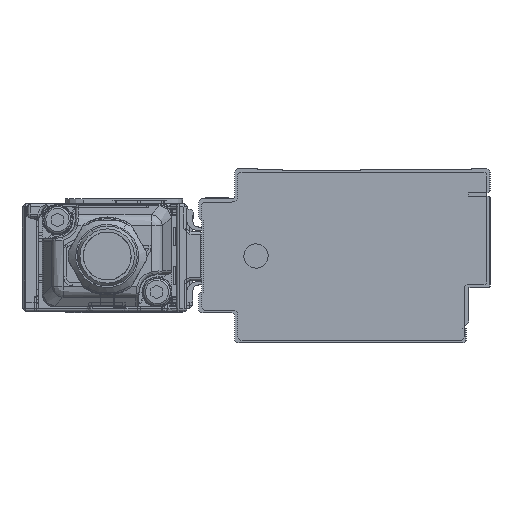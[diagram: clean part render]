
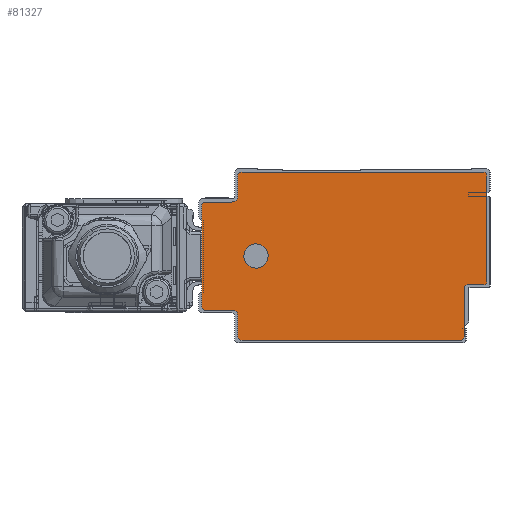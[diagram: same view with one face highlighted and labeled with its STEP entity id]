
A CAD part, left-side view. The second image highlights one B-rep face of the part: STEP entity #81327.
In plain terms, the highlighted planar face has unit normal (-1, 0, 0).
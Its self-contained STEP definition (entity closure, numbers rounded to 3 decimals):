
#78789=AXIS2_PLACEMENT_3D('Circle Axis2P3D',#78787,#78788,$) ;
#78827=AXIS2_PLACEMENT_3D('Circle Axis2P3D',#78825,#78826,$) ;
#78865=AXIS2_PLACEMENT_3D('Circle Axis2P3D',#78863,#78864,$) ;
#78903=AXIS2_PLACEMENT_3D('Circle Axis2P3D',#78901,#78902,$) ;
#81197=AXIS2_PLACEMENT_3D('Circle Axis2P3D',#81195,#81196,$) ;
#81217=AXIS2_PLACEMENT_3D('Plane Axis2P3D',#81214,#81215,#81216) ;
#81221=AXIS2_PLACEMENT_3D('Circle Axis2P3D',#81219,#81220,$) ;
#81235=AXIS2_PLACEMENT_3D('Circle Axis2P3D',#81233,#81234,$) ;
#81249=AXIS2_PLACEMENT_3D('Circle Axis2P3D',#81247,#81248,$) ;
#81263=AXIS2_PLACEMENT_3D('Circle Axis2P3D',#81261,#81262,$) ;
#81277=AXIS2_PLACEMENT_3D('Circle Axis2P3D',#81275,#81276,$) ;
#81311=AXIS2_PLACEMENT_3D('Circle Axis2P3D',#81309,#81310,$) ;
#81320=AXIS2_PLACEMENT_3D('Circle Axis2P3D',#81318,#81319,$) ;
#78745=CARTESIAN_POINT('Line Origine',(-3175.5,-3.5,19.1)) ;
#78749=CARTESIAN_POINT('Vertex',(-3175.5,-3.5,28.)) ;
#78751=CARTESIAN_POINT('Vertex',(-3175.5,-3.5,10.2)) ;
#78787=CARTESIAN_POINT('Axis2P3D Location',(-3175.5,-3.,28.)) ;
#78791=CARTESIAN_POINT('Vertex',(-3175.5,-3.,28.5)) ;
#78806=CARTESIAN_POINT('Line Origine',(-3175.5,17.25,28.5)) ;
#78810=CARTESIAN_POINT('Vertex',(-3175.5,37.5,28.5)) ;
#78825=CARTESIAN_POINT('Axis2P3D Location',(-3175.5,37.5,28.)) ;
#78829=CARTESIAN_POINT('Vertex',(-3175.5,38.,28.)) ;
#78844=CARTESIAN_POINT('Line Origine',(-3175.5,38.,26.25)) ;
#78848=CARTESIAN_POINT('Vertex',(-3175.5,38.,24.5)) ;
#78863=CARTESIAN_POINT('Axis2P3D Location',(-3175.5,39.,24.5)) ;
#78867=CARTESIAN_POINT('Vertex',(-3175.5,39.,23.5)) ;
#78882=CARTESIAN_POINT('Line Origine',(-3175.5,41.25,23.5)) ;
#78886=CARTESIAN_POINT('Vertex',(-3175.5,43.5,23.5)) ;
#78901=CARTESIAN_POINT('Axis2P3D Location',(-3175.5,43.5,23.)) ;
#78905=CARTESIAN_POINT('Vertex',(-3175.5,44.,23.)) ;
#78920=CARTESIAN_POINT('Line Origine',(-3175.5,44.,14.5)) ;
#78924=CARTESIAN_POINT('Vertex',(-3175.5,44.,6.)) ;
#81195=CARTESIAN_POINT('Axis2P3D Location',(-3175.5,-3.,10.2)) ;
#81199=CARTESIAN_POINT('Vertex',(-3175.5,-3.,9.7)) ;
#81214=CARTESIAN_POINT('Axis2P3D Location',(-3175.5,0.,0.)) ;
#81219=CARTESIAN_POINT('Axis2P3D Location',(-3175.5,43.5,6.)) ;
#81223=CARTESIAN_POINT('Vertex',(-3175.5,43.5,5.5)) ;
#81226=CARTESIAN_POINT('Line Origine',(-3175.5,41.25,5.5)) ;
#81230=CARTESIAN_POINT('Vertex',(-3175.5,39.,5.5)) ;
#81233=CARTESIAN_POINT('Axis2P3D Location',(-3175.5,39.,4.5)) ;
#81237=CARTESIAN_POINT('Vertex',(-3175.5,38.,4.5)) ;
#81240=CARTESIAN_POINT('Line Origine',(-3175.5,38.,2.75)) ;
#81244=CARTESIAN_POINT('Vertex',(-3175.5,38.,1.)) ;
#81247=CARTESIAN_POINT('Axis2P3D Location',(-3175.5,37.5,1.)) ;
#81251=CARTESIAN_POINT('Vertex',(-3175.5,37.5,0.5)) ;
#81254=CARTESIAN_POINT('Line Origine',(-3175.5,19.15,0.5)) ;
#81258=CARTESIAN_POINT('Vertex',(-3175.5,0.8,0.5)) ;
#81261=CARTESIAN_POINT('Axis2P3D Location',(-3175.5,0.8,1.)) ;
#81265=CARTESIAN_POINT('Vertex',(-3175.5,0.3,1.)) ;
#81268=CARTESIAN_POINT('Line Origine',(-3175.5,0.3,5.1)) ;
#81272=CARTESIAN_POINT('Vertex',(-3175.5,0.3,9.2)) ;
#81275=CARTESIAN_POINT('Axis2P3D Location',(-3175.5,-0.2,9.2)) ;
#81279=CARTESIAN_POINT('Vertex',(-3175.5,-0.2,9.7)) ;
#81282=CARTESIAN_POINT('Line Origine',(-3175.5,-1.6,9.7)) ;
#81309=CARTESIAN_POINT('Axis2P3D Location',(-3175.5,35.,14.5)) ;
#81313=CARTESIAN_POINT('Vertex',(-3175.5,33.186,13.509)) ;
#81315=CARTESIAN_POINT('Vertex',(-3175.5,36.814,15.491)) ;
#81318=CARTESIAN_POINT('Axis2P3D Location',(-3175.5,35.,14.5)) ;
#78746=DIRECTION('Vector Direction',(0.,0.,-1.)) ;
#78788=DIRECTION('Axis2P3D Direction',(1.,0.,0.)) ;
#78807=DIRECTION('Vector Direction',(0.,1.,0.)) ;
#78826=DIRECTION('Axis2P3D Direction',(1.,0.,0.)) ;
#78845=DIRECTION('Vector Direction',(0.,0.,1.)) ;
#78864=DIRECTION('Axis2P3D Direction',(1.,0.,0.)) ;
#78883=DIRECTION('Vector Direction',(0.,1.,0.)) ;
#78902=DIRECTION('Axis2P3D Direction',(1.,0.,0.)) ;
#78921=DIRECTION('Vector Direction',(0.,0.,1.)) ;
#81196=DIRECTION('Axis2P3D Direction',(1.,0.,0.)) ;
#81215=DIRECTION('Axis2P3D Direction',(1.,0.,0.)) ;
#81216=DIRECTION('Axis2P3D XDirection',(0.,1.,0.)) ;
#81220=DIRECTION('Axis2P3D Direction',(1.,0.,0.)) ;
#81227=DIRECTION('Vector Direction',(0.,-1.,0.)) ;
#81234=DIRECTION('Axis2P3D Direction',(1.,0.,0.)) ;
#81241=DIRECTION('Vector Direction',(0.,0.,1.)) ;
#81248=DIRECTION('Axis2P3D Direction',(1.,0.,0.)) ;
#81255=DIRECTION('Vector Direction',(0.,-1.,0.)) ;
#81262=DIRECTION('Axis2P3D Direction',(1.,0.,0.)) ;
#81269=DIRECTION('Vector Direction',(0.,0.,-1.)) ;
#81276=DIRECTION('Axis2P3D Direction',(1.,0.,0.)) ;
#81283=DIRECTION('Vector Direction',(0.,1.,0.)) ;
#81310=DIRECTION('Axis2P3D Direction',(1.,0.,0.)) ;
#81319=DIRECTION('Axis2P3D Direction',(1.,0.,0.)) ;
#78747=VECTOR('Line Direction',#78746,1.) ;
#78808=VECTOR('Line Direction',#78807,1.) ;
#78846=VECTOR('Line Direction',#78845,1.) ;
#78884=VECTOR('Line Direction',#78883,1.) ;
#78922=VECTOR('Line Direction',#78921,1.) ;
#81228=VECTOR('Line Direction',#81227,1.) ;
#81242=VECTOR('Line Direction',#81241,1.) ;
#81256=VECTOR('Line Direction',#81255,1.) ;
#81270=VECTOR('Line Direction',#81269,1.) ;
#81284=VECTOR('Line Direction',#81283,1.) ;
#81288=ORIENTED_EDGE('',*,*,#78812,.F.) ;
#81289=ORIENTED_EDGE('',*,*,#78831,.F.) ;
#81290=ORIENTED_EDGE('',*,*,#78850,.F.) ;
#81291=ORIENTED_EDGE('',*,*,#78869,.F.) ;
#81292=ORIENTED_EDGE('',*,*,#78888,.F.) ;
#81293=ORIENTED_EDGE('',*,*,#78907,.F.) ;
#81294=ORIENTED_EDGE('',*,*,#78926,.F.) ;
#81295=ORIENTED_EDGE('',*,*,#81225,.F.) ;
#81296=ORIENTED_EDGE('',*,*,#81232,.F.) ;
#81297=ORIENTED_EDGE('',*,*,#81239,.F.) ;
#81298=ORIENTED_EDGE('',*,*,#81246,.F.) ;
#81299=ORIENTED_EDGE('',*,*,#81253,.F.) ;
#81300=ORIENTED_EDGE('',*,*,#81260,.F.) ;
#81301=ORIENTED_EDGE('',*,*,#81267,.F.) ;
#81302=ORIENTED_EDGE('',*,*,#81274,.F.) ;
#81303=ORIENTED_EDGE('',*,*,#81281,.F.) ;
#81304=ORIENTED_EDGE('',*,*,#81286,.F.) ;
#81305=ORIENTED_EDGE('',*,*,#81201,.F.) ;
#81306=ORIENTED_EDGE('',*,*,#78753,.F.) ;
#81307=ORIENTED_EDGE('',*,*,#78793,.F.) ;
#81324=ORIENTED_EDGE('',*,*,#81317,.T.) ;
#81325=ORIENTED_EDGE('',*,*,#81322,.T.) ;
#81326=FACE_BOUND('',#81323,.T.) ;
#81327=ADVANCED_FACE('\X2\FF8EFF9EFF83FF9EFF68FF70\X0\.2',(#81308,#81326),#81218,.F.) ;
#78790=CIRCLE('generated circle',#78789,0.5) ;
#78828=CIRCLE('generated circle',#78827,0.5) ;
#78866=CIRCLE('generated circle',#78865,1.) ;
#78904=CIRCLE('generated circle',#78903,0.5) ;
#81198=CIRCLE('generated circle',#81197,0.5) ;
#81222=CIRCLE('generated circle',#81221,0.5) ;
#81236=CIRCLE('generated circle',#81235,1.) ;
#81250=CIRCLE('generated circle',#81249,0.5) ;
#81264=CIRCLE('generated circle',#81263,0.5) ;
#81278=CIRCLE('generated circle',#81277,0.5) ;
#81312=CIRCLE('generated circle',#81311,2.067) ;
#81321=CIRCLE('generated circle',#81320,2.067) ;
#78753=EDGE_CURVE('',#78750,#78752,#78748,.T.) ;
#78793=EDGE_CURVE('',#78792,#78750,#78790,.T.) ;
#78812=EDGE_CURVE('',#78811,#78792,#78809,.F.) ;
#78831=EDGE_CURVE('',#78830,#78811,#78828,.T.) ;
#78850=EDGE_CURVE('',#78849,#78830,#78847,.T.) ;
#78869=EDGE_CURVE('',#78868,#78849,#78866,.F.) ;
#78888=EDGE_CURVE('',#78887,#78868,#78885,.F.) ;
#78907=EDGE_CURVE('',#78906,#78887,#78904,.T.) ;
#78926=EDGE_CURVE('',#78925,#78906,#78923,.T.) ;
#81201=EDGE_CURVE('',#78752,#81200,#81198,.T.) ;
#81225=EDGE_CURVE('',#81224,#78925,#81222,.T.) ;
#81232=EDGE_CURVE('',#81231,#81224,#81229,.F.) ;
#81239=EDGE_CURVE('',#81238,#81231,#81236,.F.) ;
#81246=EDGE_CURVE('',#81245,#81238,#81243,.T.) ;
#81253=EDGE_CURVE('',#81252,#81245,#81250,.T.) ;
#81260=EDGE_CURVE('',#81259,#81252,#81257,.F.) ;
#81267=EDGE_CURVE('',#81266,#81259,#81264,.T.) ;
#81274=EDGE_CURVE('',#81273,#81266,#81271,.T.) ;
#81281=EDGE_CURVE('',#81280,#81273,#81278,.F.) ;
#81286=EDGE_CURVE('',#81200,#81280,#81285,.T.) ;
#81317=EDGE_CURVE('',#81314,#81316,#81312,.T.) ;
#81322=EDGE_CURVE('',#81316,#81314,#81321,.T.) ;
#81287=EDGE_LOOP('',(#81288,#81289,#81290,#81291,#81292,#81293,#81294,#81295,#81296,#81297,#81298,#81299,#81300,#81301,#81302,#81303,#81304,#81305,#81306,#81307)) ;
#81323=EDGE_LOOP('',(#81324,#81325)) ;
#81308=FACE_OUTER_BOUND('',#81287,.T.) ;
#78748=LINE('Line',#78745,#78747) ;
#78809=LINE('Line',#78806,#78808) ;
#78847=LINE('Line',#78844,#78846) ;
#78885=LINE('Line',#78882,#78884) ;
#78923=LINE('Line',#78920,#78922) ;
#81229=LINE('Line',#81226,#81228) ;
#81243=LINE('Line',#81240,#81242) ;
#81257=LINE('Line',#81254,#81256) ;
#81271=LINE('Line',#81268,#81270) ;
#81285=LINE('Line',#81282,#81284) ;
#81218=PLANE('Plane',#81217) ;
#78750=VERTEX_POINT('',#78749) ;
#78752=VERTEX_POINT('',#78751) ;
#78792=VERTEX_POINT('',#78791) ;
#78811=VERTEX_POINT('',#78810) ;
#78830=VERTEX_POINT('',#78829) ;
#78849=VERTEX_POINT('',#78848) ;
#78868=VERTEX_POINT('',#78867) ;
#78887=VERTEX_POINT('',#78886) ;
#78906=VERTEX_POINT('',#78905) ;
#78925=VERTEX_POINT('',#78924) ;
#81200=VERTEX_POINT('',#81199) ;
#81224=VERTEX_POINT('',#81223) ;
#81231=VERTEX_POINT('',#81230) ;
#81238=VERTEX_POINT('',#81237) ;
#81245=VERTEX_POINT('',#81244) ;
#81252=VERTEX_POINT('',#81251) ;
#81259=VERTEX_POINT('',#81258) ;
#81266=VERTEX_POINT('',#81265) ;
#81273=VERTEX_POINT('',#81272) ;
#81280=VERTEX_POINT('',#81279) ;
#81314=VERTEX_POINT('',#81313) ;
#81316=VERTEX_POINT('',#81315) ;
